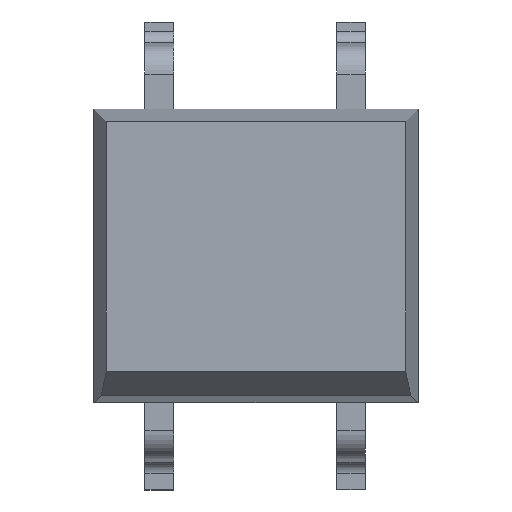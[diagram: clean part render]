
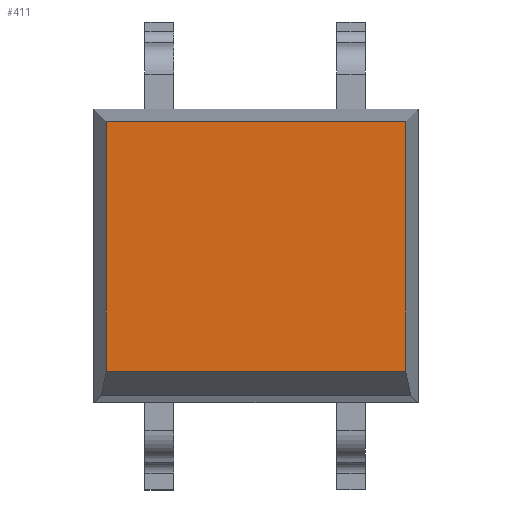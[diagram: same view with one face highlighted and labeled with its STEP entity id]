
A CAD part, top view. The second image highlights one B-rep face of the part: STEP entity #411.
In plain terms, the highlighted face is planar.
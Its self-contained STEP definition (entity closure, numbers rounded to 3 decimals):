
#47 = CARTESIAN_POINT ( 'NONE',  ( 0., 2.082, 0. ) ) ;
#172 = CARTESIAN_POINT ( 'NONE',  ( -1.982, 2.082, 1.529 ) ) ;
#185 = DIRECTION ( 'NONE',  ( 0., 0., 1. ) ) ;
#248 = VECTOR ( 'NONE', #966, 1000. ) ;
#281 = VERTEX_POINT ( 'NONE', #1571 ) ;
#288 = DIRECTION ( 'NONE',  ( 1., 0., 0. ) ) ;
#298 = VERTEX_POINT ( 'NONE', #617 ) ;
#316 = DIRECTION ( 'NONE',  ( 0., 1., 0. ) ) ;
#389 = DIRECTION ( 'NONE',  ( 0., 0., -1. ) ) ;
#411 = ADVANCED_FACE ( 'NONE', ( #991 ), #1006, .T. ) ;
#507 = EDGE_CURVE ( 'NONE', #664, #1088, #1533, .T. ) ;
#547 = EDGE_LOOP ( 'NONE', ( #1048, #774, #1412, #1277 ) ) ;
#550 = LINE ( 'NONE', #1224, #1563 ) ;
#594 = EDGE_CURVE ( 'NONE', #298, #1088, #1559, .T. ) ;
#605 = VECTOR ( 'NONE', #288, 1000. ) ;
#617 = CARTESIAN_POINT ( 'NONE',  ( 1.982, 2.082, -1.779 ) ) ;
#657 = CARTESIAN_POINT ( 'NONE',  ( 2.146, 2.082, -1.779 ) ) ;
#664 = VERTEX_POINT ( 'NONE', #172 ) ;
#774 = ORIENTED_EDGE ( 'NONE', *, *, #1711, .F. ) ;
#966 = DIRECTION ( 'NONE',  ( 1., 0., 0. ) ) ;
#991 = FACE_OUTER_BOUND ( 'NONE', #547, .T. ) ;
#1006 = PLANE ( 'NONE',  #1527 ) ;
#1048 = ORIENTED_EDGE ( 'NONE', *, *, #594, .F. ) ;
#1088 = VERTEX_POINT ( 'NONE', #1186 ) ;
#1139 = DIRECTION ( 'NONE',  ( 0., 0., 1. ) ) ;
#1186 = CARTESIAN_POINT ( 'NONE',  ( 1.982, 2.082, 1.529 ) ) ;
#1224 = CARTESIAN_POINT ( 'NONE',  ( -1.982, 2.082, 1.943 ) ) ;
#1277 = ORIENTED_EDGE ( 'NONE', *, *, #507, .T. ) ;
#1330 = LINE ( 'NONE', #657, #248 ) ;
#1412 = ORIENTED_EDGE ( 'NONE', *, *, #1454, .F. ) ;
#1454 = EDGE_CURVE ( 'NONE', #664, #281, #550, .T. ) ;
#1523 = CARTESIAN_POINT ( 'NONE',  ( 0., 2.082, 1.529 ) ) ;
#1527 = AXIS2_PLACEMENT_3D ( 'NONE', #47, #316, #1139 ) ;
#1533 = LINE ( 'NONE', #1523, #605 ) ;
#1559 = LINE ( 'NONE', #1575, #1730 ) ;
#1563 = VECTOR ( 'NONE', #389, 1000. ) ;
#1571 = CARTESIAN_POINT ( 'NONE',  ( -1.982, 2.082, -1.779 ) ) ;
#1575 = CARTESIAN_POINT ( 'NONE',  ( 1.982, 2.082, 1.943 ) ) ;
#1711 = EDGE_CURVE ( 'NONE', #281, #298, #1330, .T. ) ;
#1730 = VECTOR ( 'NONE', #185, 1000. ) ;
